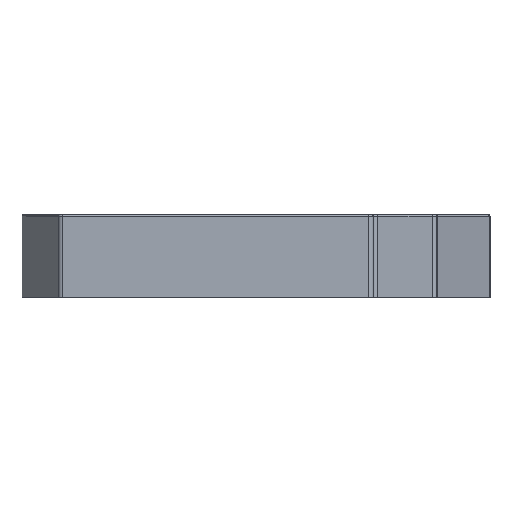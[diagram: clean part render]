
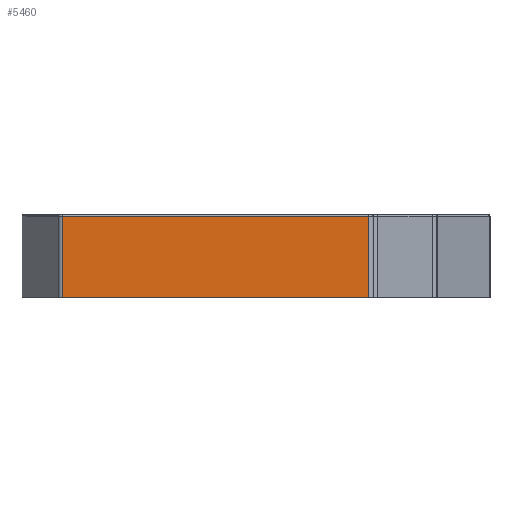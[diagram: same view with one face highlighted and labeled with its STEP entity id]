
A CAD part, left-side view. The second image highlights one B-rep face of the part: STEP entity #5460.
In plain terms, the highlighted planar face has unit normal (-1, 0, 0).
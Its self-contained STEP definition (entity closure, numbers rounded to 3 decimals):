
#61=PLANE('',#6096);
#275=LINE('',#8766,#732);
#296=LINE('',#8857,#753);
#433=LINE('',#9342,#890);
#434=LINE('',#9344,#891);
#732=VECTOR('',#6998,10.);
#753=VECTOR('',#7097,10.);
#890=VECTOR('',#7536,10.);
#891=VECTOR('',#7539,10.);
#1379=FACE_OUTER_BOUND('',#1705,.T.);
#1705=EDGE_LOOP('',(#4532,#4533,#4534,#4535));
#2445=VERTEX_POINT('',#8760);
#2446=VERTEX_POINT('',#8764);
#2476=VERTEX_POINT('',#8854);
#2477=VERTEX_POINT('',#8856);
#3072=EDGE_CURVE('',#2445,#2446,#275,.T.);
#3117=EDGE_CURVE('',#2476,#2477,#296,.T.);
#3366=EDGE_CURVE('',#2477,#2445,#433,.T.);
#3367=EDGE_CURVE('',#2446,#2476,#434,.T.);
#4532=ORIENTED_EDGE('',*,*,#3072,.F.);
#4533=ORIENTED_EDGE('',*,*,#3366,.F.);
#4534=ORIENTED_EDGE('',*,*,#3117,.F.);
#4535=ORIENTED_EDGE('',*,*,#3367,.F.);
#5460=ADVANCED_FACE('',(#1379),#61,.T.);
#6096=AXIS2_PLACEMENT_3D('',#9343,#7537,#7538);
#6998=DIRECTION('',(0.,-1.,0.));
#7097=DIRECTION('',(0.,1.,0.));
#7536=DIRECTION('',(0.,0.,1.));
#7537=DIRECTION('center_axis',(-1.,0.,0.));
#7538=DIRECTION('ref_axis',(0.,1.,0.));
#7539=DIRECTION('',(0.,0.,-1.));
#8760=CARTESIAN_POINT('',(-208.9,149.56,-0.25));
#8764=CARTESIAN_POINT('',(-208.9,80.598,-0.25));
#8766=CARTESIAN_POINT('',(-208.9,92.699,-0.25));
#8854=CARTESIAN_POINT('',(-208.9,80.598,-18.5));
#8856=CARTESIAN_POINT('',(-208.9,149.56,-18.5));
#8857=CARTESIAN_POINT('',(-208.9,79.598,-18.5));
#9342=CARTESIAN_POINT('',(-208.9,149.56,0.));
#9343=CARTESIAN_POINT('Origin',(-208.9,79.598,0.));
#9344=CARTESIAN_POINT('',(-208.9,80.598,0.));
